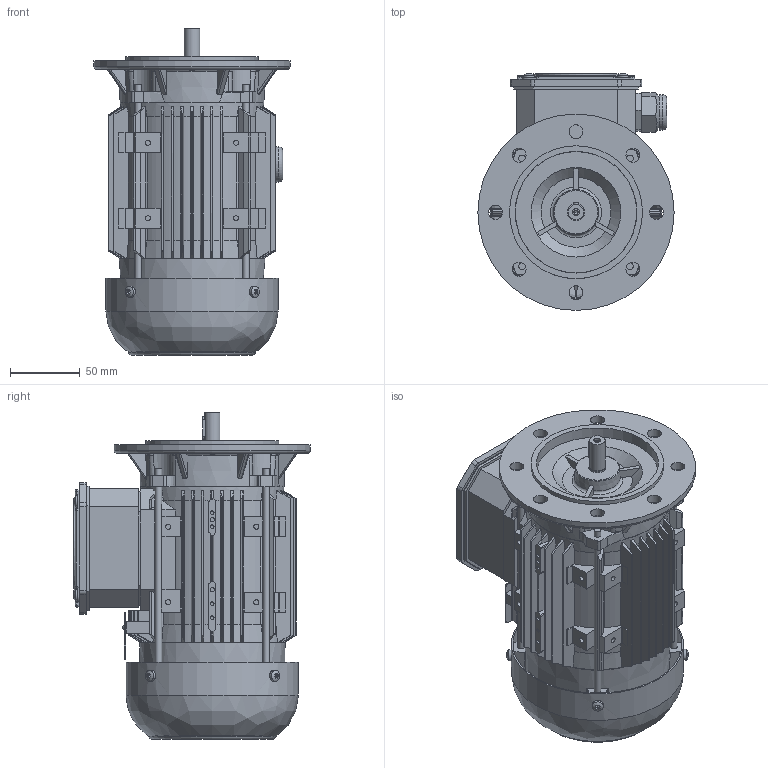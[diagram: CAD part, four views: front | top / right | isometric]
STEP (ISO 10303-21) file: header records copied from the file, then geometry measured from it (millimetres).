
FILE_DESCRIPTION(/* description */ (''),/* implementation_level */ '2;1');
FILE_NAME(/* name */ '_QE Series_ 63_B5_Deep Cover-kabuk.stp',/* time_stamp */ '2024-07-26T15:32:52+03:00',/* author */ (''),/* organization */ (''),/* preprocessor_version */ 'ST-DEVELOPER v18.102',/* originating_system */ 'SIEMENS PLM Software NX2206.8101',/* authorisation */ '');
FILE_SCHEMA (('AP203_CONFIGURATION_CONTROLLED_3D_DESIGN_OF_MECHANICAL_PARTS_AND_ASSEMBLIES_MIM_LF { 1 0 10303 403 2 1 2}'));
Length unit declared in the file: millimetre
Products named in the file (1): _QE Series_ 63_B5_Deep Cover__stp_objects
Bounding box: 140.2 x 169.2 x 233.47 mm (x, y, z)
Surface area: 255272.9 mm2 (no closed solid volume)
Topology: 0 solids, 55 shells, 1333 faces, 4472 edges, 3187 vertices
Faces by surface type: plane 792, cylinder 383, cone 89, torus 38, bspline 31
Full cylindrical faces by diameter (mm): 2.5 x8, 3 x4, 3.65 x12, 4 x3, 4.8 x4, 5 x1, 8 x9, 10 x8, 11 x1, 12 x1, 14.96 x1, 19 x1, 19.84 x1, 25.28 x1, 57 x1, 61 x1, 95 x1, 121 x1, 123 x1, 140.2 x1
Entity records: 50940 total; most frequent: CARTESIAN_POINT 13687, ORIENTED_EDGE 7231, DIRECTION 7139, EDGE_CURVE 4348, VERTEX_POINT 3127, AXIS2_PLACEMENT_3D 2399, LINE 2341, VECTOR 2341
